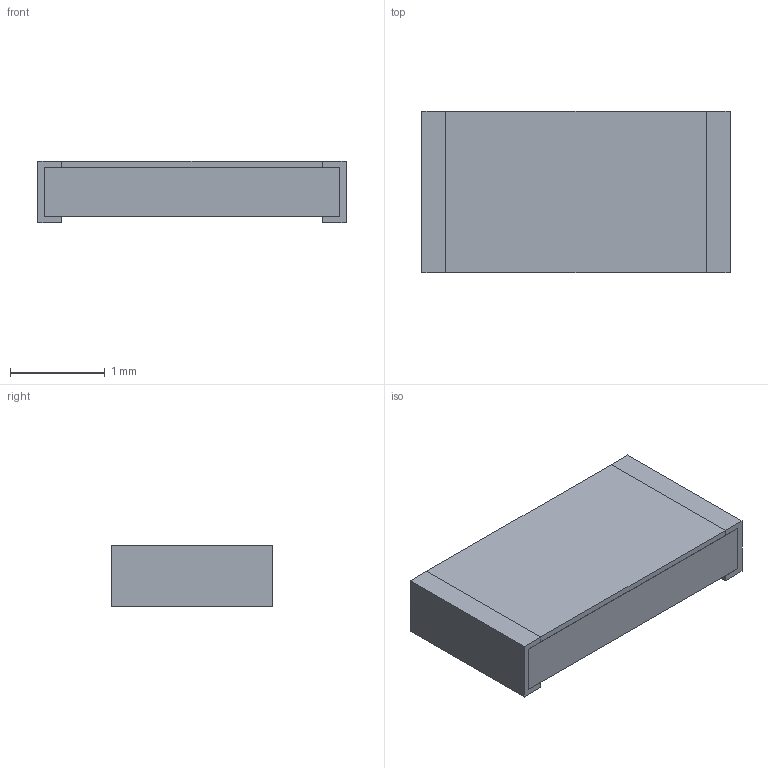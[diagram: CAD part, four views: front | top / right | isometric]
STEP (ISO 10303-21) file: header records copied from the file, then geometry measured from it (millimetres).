
FILE_DESCRIPTION(('Open CASCADE Model'),'2;1');
FILE_NAME('Open CASCADE Shape Model','2016-12-27T00:57:08',('Author'),( 'Open CASCADE'),'Open CASCADE STEP processor 6.8','Open CASCADE 6.8' ,'Unknown');
FILE_SCHEMA(('AUTOMOTIVE_DESIGN { 1 0 10303 214 1 1 1 1 }'));
Length unit declared in the file: millimetre
Products named in the file (7): PCB; Designator1; 643977360; Mid_Body; Terminal; Open_CASCADE_STEP_translator_6.8_18.2.1; Mark
Assembly tree (6 placements, depth 4):
  PCB
  Designator1
    643977360
      Mid_Body
      Terminal  x2
        Open_CASCADE_STEP_translator_6.8_18.2.1
      Mark
Bounding box: 3.25 x 1.7 x 0.65 mm (x, y, z)
Volume: 3.3 mm3; surface area: 33.2 mm2
Topology: 4 solids, 4 shells, 32 faces, 72 edges, 48 vertices
Faces by surface type: plane 32
Entity records: 1363 total; most frequent: CARTESIAN_POINT 205, DIRECTION 202, LINE 144, VECTOR 144, ORIENTED_EDGE 96, PCURVE 96, DEFINITIONAL_REPRESENTATION 96, EDGE_CURVE 48
